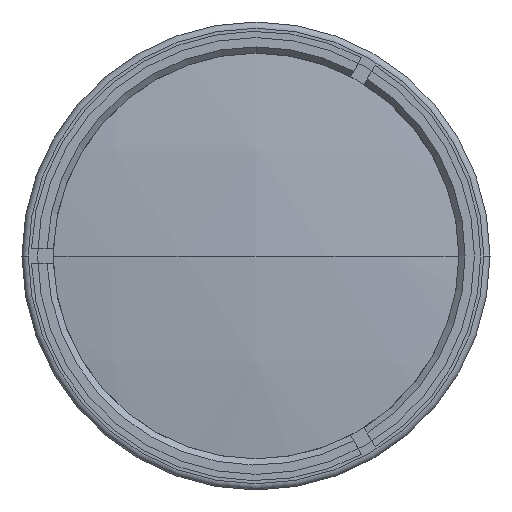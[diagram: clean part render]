
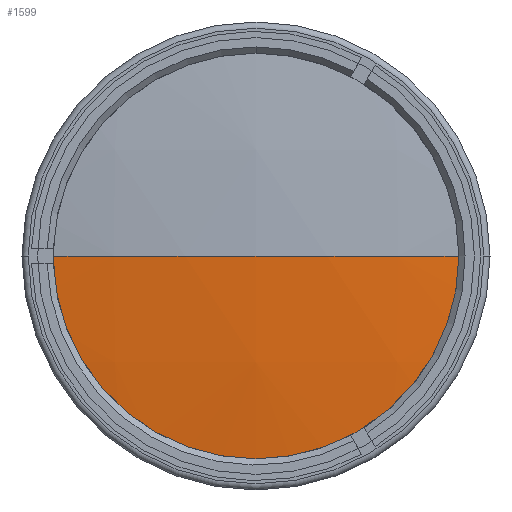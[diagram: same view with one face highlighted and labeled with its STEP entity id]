
A CAD part, left-side view. The second image highlights one B-rep face of the part: STEP entity #1599.
In plain terms, the highlighted spherical face has radius 252 mm.
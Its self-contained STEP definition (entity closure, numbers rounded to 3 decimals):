
#251 = VERTEX_POINT ( 'NONE', #1364 ) ;
#284 = CIRCLE ( 'NONE', #1943, 252. ) ;
#288 = DIRECTION ( 'NONE',  ( 0., 0., -1. ) ) ;
#333 = DIRECTION ( 'NONE',  ( 0., -1., 0. ) ) ;
#468 = CARTESIAN_POINT ( 'NONE',  ( -138.909, 34., 0. ) ) ;
#469 = DIRECTION ( 'NONE',  ( 0., 0., -1. ) ) ;
#591 = EDGE_CURVE ( 'NONE', #951, #251, #2930, .T. ) ;
#819 = EDGE_CURVE ( 'NONE', #951, #2291, #2379, .T. ) ;
#951 = VERTEX_POINT ( 'NONE', #468 ) ;
#1054 = SPHERICAL_SURFACE ( 'NONE', #3937, 252. ) ;
#1072 = ORIENTED_EDGE ( 'NONE', *, *, #1994, .T. ) ;
#1364 = CARTESIAN_POINT ( 'NONE',  ( -138.909, -34., 0. ) ) ;
#1375 = AXIS2_PLACEMENT_3D ( 'NONE', #5469, #2847, #333 ) ;
#1599 = ADVANCED_FACE ( 'NONE', ( #4024 ), #1054, .T. ) ;
#1943 = AXIS2_PLACEMENT_3D ( 'NONE', #2968, #469, #3380 ) ;
#1994 = EDGE_CURVE ( 'NONE', #251, #2291, #284, .T. ) ;
#2276 = DIRECTION ( 'NONE',  ( -1., 0., 0. ) ) ;
#2291 = VERTEX_POINT ( 'NONE', #4951 ) ;
#2369 = CARTESIAN_POINT ( 'NONE',  ( 110.787, 0., 0. ) ) ;
#2379 = CIRCLE ( 'NONE', #1375, 252. ) ;
#2847 = DIRECTION ( 'NONE',  ( 0., 0., 1. ) ) ;
#2930 = CIRCLE ( 'NONE', #4702, 34. ) ;
#2968 = CARTESIAN_POINT ( 'NONE',  ( 110.787, 0., 0. ) ) ;
#3214 = DIRECTION ( 'NONE',  ( 0., 1., 0. ) ) ;
#3380 = DIRECTION ( 'NONE',  ( 0., 1., 0. ) ) ;
#3655 = EDGE_LOOP ( 'NONE', ( #4069, #1072, #4896 ) ) ;
#3937 = AXIS2_PLACEMENT_3D ( 'NONE', #2369, #288, #3214 ) ;
#4024 = FACE_OUTER_BOUND ( 'NONE', #3655, .T. ) ;
#4069 = ORIENTED_EDGE ( 'NONE', *, *, #591, .T. ) ;
#4702 = AXIS2_PLACEMENT_3D ( 'NONE', #4832, #2276, #5304 ) ;
#4832 = CARTESIAN_POINT ( 'NONE',  ( -138.909, 0., 0. ) ) ;
#4896 = ORIENTED_EDGE ( 'NONE', *, *, #819, .F. ) ;
#4951 = CARTESIAN_POINT ( 'NONE',  ( -141.213, 0., 0. ) ) ;
#5304 = DIRECTION ( 'NONE',  ( 0., 0., 1. ) ) ;
#5469 = CARTESIAN_POINT ( 'NONE',  ( 110.787, 0., 0. ) ) ;
